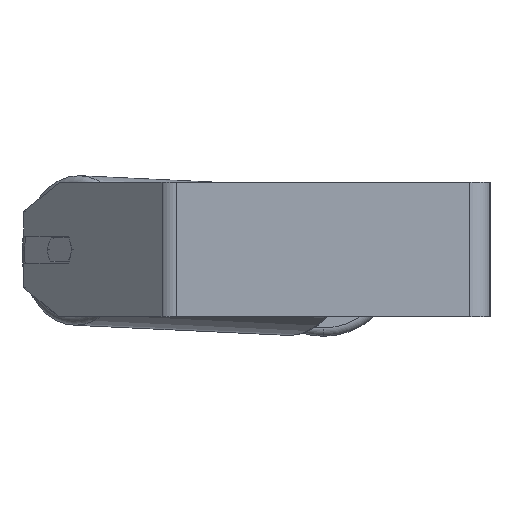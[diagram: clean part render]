
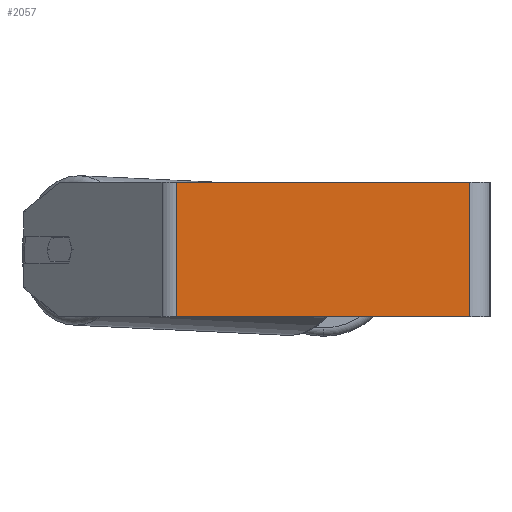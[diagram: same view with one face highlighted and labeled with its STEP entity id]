
A CAD part, left-side view. The second image highlights one B-rep face of the part: STEP entity #2057.
In plain terms, the highlighted planar face has unit normal (-1, 0, 0).
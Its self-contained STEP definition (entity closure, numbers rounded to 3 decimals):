
#127 = VERTEX_POINT ( 'NONE', #5459 ) ;
#718 = AXIS2_PLACEMENT_3D ( 'NONE', #4193, #6944, #6151 ) ;
#723 = DIRECTION ( 'NONE',  ( 0., -1., 0. ) ) ;
#792 = ORIENTED_EDGE ( 'NONE', *, *, #1862, .T. ) ;
#959 = VECTOR ( 'NONE', #1939, 1000. ) ;
#1184 = VERTEX_POINT ( 'NONE', #7279 ) ;
#1537 = PLANE ( 'NONE',  #718 ) ;
#1545 = VECTOR ( 'NONE', #5250, 1000. ) ;
#1612 = EDGE_CURVE ( 'NONE', #127, #4836, #2583, .T. ) ;
#1862 = EDGE_CURVE ( 'NONE', #1184, #4836, #8404, .T. ) ;
#1939 = DIRECTION ( 'NONE',  ( 0., 0., -1. ) ) ;
#2057 = ADVANCED_FACE ( 'NONE', ( #6322 ), #1537, .F. ) ;
#2441 = ORIENTED_EDGE ( 'NONE', *, *, #4706, .T. ) ;
#2583 = LINE ( 'NONE', #5295, #1545 ) ;
#2738 = CARTESIAN_POINT ( 'NONE',  ( -340., 12., -40. ) ) ;
#3428 = LINE ( 'NONE', #8733, #8202 ) ;
#3923 = EDGE_LOOP ( 'NONE', ( #792, #6367, #7973, #2441 ) ) ;
#4193 = CARTESIAN_POINT ( 'NONE',  ( -340., 191.47, 40. ) ) ;
#4407 = VERTEX_POINT ( 'NONE', #7439 ) ;
#4653 = CARTESIAN_POINT ( 'NONE',  ( -340., 186.5, 40. ) ) ;
#4706 = EDGE_CURVE ( 'NONE', #4407, #1184, #5367, .T. ) ;
#4836 = VERTEX_POINT ( 'NONE', #2738 ) ;
#5095 = CARTESIAN_POINT ( 'NONE',  ( -340., 191.47, -40. ) ) ;
#5250 = DIRECTION ( 'NONE',  ( 0., 0., -1. ) ) ;
#5295 = CARTESIAN_POINT ( 'NONE',  ( -340., 12., 40. ) ) ;
#5367 = LINE ( 'NONE', #4653, #959 ) ;
#5459 = CARTESIAN_POINT ( 'NONE',  ( -340., 12., 40. ) ) ;
#5660 = VECTOR ( 'NONE', #7788, 1000. ) ;
#6105 = EDGE_CURVE ( 'NONE', #4407, #127, #3428, .T. ) ;
#6151 = DIRECTION ( 'NONE',  ( 0., 0., -1. ) ) ;
#6322 = FACE_OUTER_BOUND ( 'NONE', #3923, .T. ) ;
#6367 = ORIENTED_EDGE ( 'NONE', *, *, #1612, .F. ) ;
#6944 = DIRECTION ( 'NONE',  ( 1., 0., 0. ) ) ;
#7279 = CARTESIAN_POINT ( 'NONE',  ( -340., 186.5, -40. ) ) ;
#7439 = CARTESIAN_POINT ( 'NONE',  ( -340., 186.5, 40. ) ) ;
#7788 = DIRECTION ( 'NONE',  ( 0., -1., 0. ) ) ;
#7973 = ORIENTED_EDGE ( 'NONE', *, *, #6105, .F. ) ;
#8202 = VECTOR ( 'NONE', #723, 1000. ) ;
#8404 = LINE ( 'NONE', #5095, #5660 ) ;
#8733 = CARTESIAN_POINT ( 'NONE',  ( -340., 191.47, 40. ) ) ;
